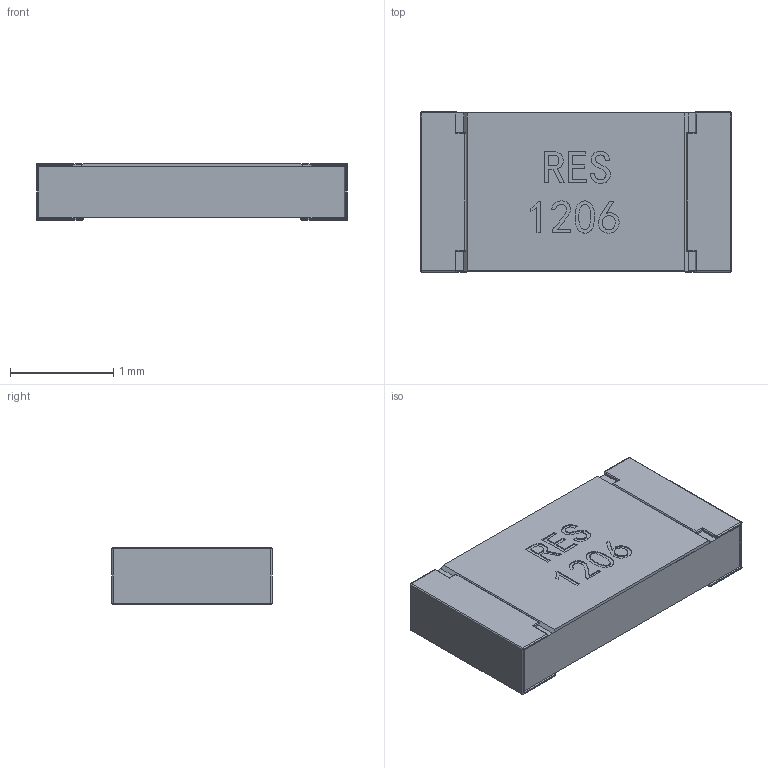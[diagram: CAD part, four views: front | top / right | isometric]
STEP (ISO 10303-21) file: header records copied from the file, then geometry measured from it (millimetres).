
FILE_DESCRIPTION (( 'STEP AP214' ), '1' );
FILE_NAME ('727441FA-308C-4A38-B0A9-4708962B73EA.STEP', '2025-01-29T11:50:19', ( '' ), ( '' ), 'SwSTEP 2.0', 'SolidWorks 2022', '' );
FILE_SCHEMA (( 'AUTOMOTIVE_DESIGN' ));
Length unit declared in the file: millimetre
Products named in the file (1): 727441FA-308C-4A38-B0A9-4708962B73EA
Bounding box: 3.01 x 1.55 x 0.55 mm (x, y, z)
Volume: 2.4 mm3; surface area: 21.1 mm2
Topology: 2 solids, 2 shells, 175 faces, 431 edges, 254 vertices
Faces by surface type: plane 82, cylinder 48, bspline 29, sphere 16
Entity records: 9367 total; most frequent: CARTESIAN_POINT 3622, ORIENTED_EDGE 830, DIRECTION 679, EDGE_CURVE 415, VECTOR 281, LINE 281, VERTEX_POINT 254, AXIS2_PLACEMENT_3D 199
